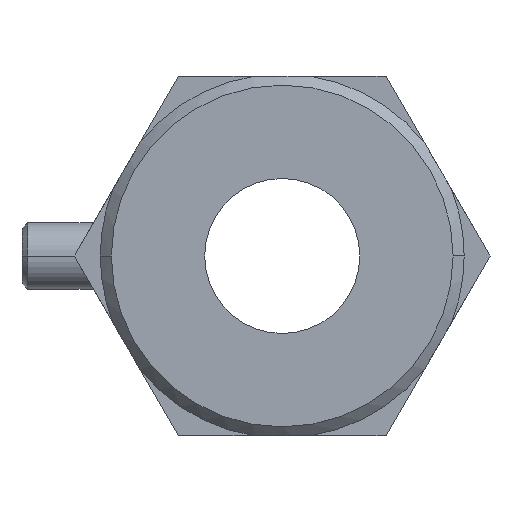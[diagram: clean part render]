
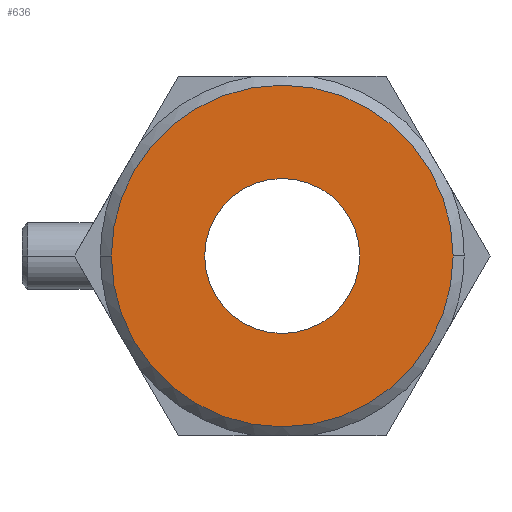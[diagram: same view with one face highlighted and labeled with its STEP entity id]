
A CAD part, left-side view. The second image highlights one B-rep face of the part: STEP entity #636.
In plain terms, the highlighted planar face has unit normal (-1, 0, 0).
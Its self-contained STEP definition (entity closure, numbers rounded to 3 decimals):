
#590 = EDGE_CURVE( '', #658, #996, #1402, .T. );
#594 = EDGE_CURVE( '', #648, #966, #1406, .T. );
#636 = ADVANCED_FACE( '', ( #1452, #1453 ), #1454, .T. );
#648 = VERTEX_POINT( '', #1468 );
#658 = VERTEX_POINT( '', #1479 );
#816 = EDGE_CURVE( '', #966, #648, #1651, .T. );
#966 = VERTEX_POINT( '', #1819 );
#996 = VERTEX_POINT( '', #1849 );
#1068 = EDGE_CURVE( '', #996, #658, #1933, .T. );
#1402 = CIRCLE( '', #2412, 14. );
#1406 = CIRCLE( '', #2417, 30.863 );
#1452 = FACE_BOUND( '', #2515, .T. );
#1453 = FACE_OUTER_BOUND( '', #2516, .T. );
#1454 = PLANE( '', #2517 );
#1468 = CARTESIAN_POINT( '', ( -106., 30.863, 0. ) );
#1479 = CARTESIAN_POINT( '', ( -106., 14., 0. ) );
#1651 = CIRCLE( '', #2847, 30.863 );
#1819 = CARTESIAN_POINT( '', ( -106., -30.863, 0. ) );
#1849 = CARTESIAN_POINT( '', ( -106., -14., 0. ) );
#1933 = CIRCLE( '', #3306, 14. );
#2412 = AXIS2_PLACEMENT_3D( '', #3763, #3764, #3765 );
#2417 = AXIS2_PLACEMENT_3D( '', #3766, #3767, #3768 );
#2515 = EDGE_LOOP( '', ( #3830, #3831 ) );
#2516 = EDGE_LOOP( '', ( #3832, #3833 ) );
#2517 = AXIS2_PLACEMENT_3D( '', #3834, #3835, #3836 );
#2847 = AXIS2_PLACEMENT_3D( '', #4061, #4062, #4063 );
#3306 = AXIS2_PLACEMENT_3D( '', #4417, #4418, #4419 );
#3763 = CARTESIAN_POINT( '', ( -106., 0., 0. ) );
#3764 = DIRECTION( '', ( 1., 0., 0. ) );
#3765 = DIRECTION( '', ( 0., 1., 0. ) );
#3766 = CARTESIAN_POINT( '', ( -106., 0., 0. ) );
#3767 = DIRECTION( '', ( -1., 0., 0. ) );
#3768 = DIRECTION( '', ( 0., 1., 0. ) );
#3830 = ORIENTED_EDGE( '', *, *, #590, .T. );
#3831 = ORIENTED_EDGE( '', *, *, #1068, .T. );
#3832 = ORIENTED_EDGE( '', *, *, #594, .T. );
#3833 = ORIENTED_EDGE( '', *, *, #816, .T. );
#3834 = CARTESIAN_POINT( '', ( -106., 15.431, 0. ) );
#3835 = DIRECTION( '', ( -1., 0., 0. ) );
#3836 = DIRECTION( '', ( 0., 1., 0. ) );
#4061 = CARTESIAN_POINT( '', ( -106., 0., 0. ) );
#4062 = DIRECTION( '', ( -1., 0., 0. ) );
#4063 = DIRECTION( '', ( 0., 1., 0. ) );
#4417 = CARTESIAN_POINT( '', ( -106., 0., 0. ) );
#4418 = DIRECTION( '', ( 1., 0., 0. ) );
#4419 = DIRECTION( '', ( 0., 1., 0. ) );
